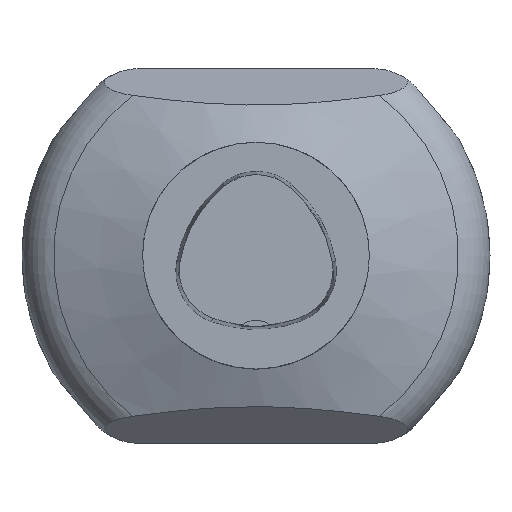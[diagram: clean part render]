
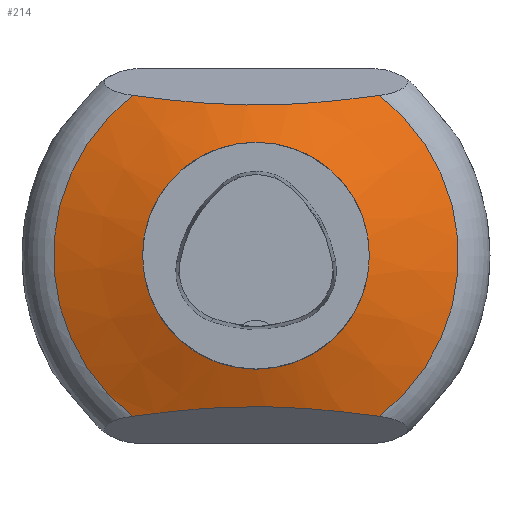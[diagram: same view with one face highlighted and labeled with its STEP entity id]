
A CAD part, top view. The second image highlights one B-rep face of the part: STEP entity #214.
In plain terms, the highlighted conical face has half-angle 68 degrees and reference radius 31.5 mm.
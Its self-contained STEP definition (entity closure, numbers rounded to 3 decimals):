
#195=CONICAL_SURFACE('',#918,31.5,68.);
#202=FACE_BOUND('',#311,.T.);
#203=FACE_BOUND('',#312,.T.);
#214=ADVANCED_FACE('',(#202,#203),#195,.T.);
#311=EDGE_LOOP('',(#405));
#312=EDGE_LOOP('',(#406,#407,#408,#409));
#381=B_SPLINE_CURVE_WITH_KNOTS('',3,(#1403,#1404,#1405,#1406,#1407,#1408,
#1409,#1410),.UNSPECIFIED.,.F.,.F.,(4,2,2,4),(0.,0.5,0.75,1.),
 .UNSPECIFIED.);
#382=B_SPLINE_CURVE_WITH_KNOTS('',3,(#1411,#1412,#1413,#1414,#1415,#1416,
#1417,#1418),.UNSPECIFIED.,.F.,.F.,(4,2,2,4),(0.,0.5,0.75,1.),
 .UNSPECIFIED.);
#405=ORIENTED_EDGE('',*,*,#731,.F.);
#406=ORIENTED_EDGE('',*,*,#732,.F.);
#407=ORIENTED_EDGE('',*,*,#711,.T.);
#408=ORIENTED_EDGE('',*,*,#733,.F.);
#409=ORIENTED_EDGE('',*,*,#723,.T.);
#629=VERTEX_POINT('',#1276);
#630=VERTEX_POINT('',#1277);
#641=VERTEX_POINT('',#1352);
#642=VERTEX_POINT('',#1354);
#649=VERTEX_POINT('',#1402);
#711=EDGE_CURVE('',#629,#630,#833,.T.);
#723=EDGE_CURVE('',#642,#641,#835,.T.);
#731=EDGE_CURVE('',#649,#649,#837,.T.);
#732=EDGE_CURVE('',#629,#641,#381,.T.);
#733=EDGE_CURVE('',#642,#630,#382,.T.);
#833=CIRCLE('',#911,56.244);
#835=CIRCLE('',#914,56.244);
#837=CIRCLE('',#917,31.5);
#911=AXIS2_PLACEMENT_3D('',#1275,#1018,#1019);
#914=AXIS2_PLACEMENT_3D('',#1353,#1024,#1025);
#917=AXIS2_PLACEMENT_3D('',#1401,#1030,#1031);
#918=AXIS2_PLACEMENT_3D('',#1419,#1032,#1033);
#1018=DIRECTION('',(0.,0.,1.));
#1019=DIRECTION('',(-1.,0.,0.));
#1024=DIRECTION('',(0.,0.,1.));
#1025=DIRECTION('',(-1.,0.,0.));
#1030=DIRECTION('',(0.,0.,1.));
#1031=DIRECTION('',(1.,0.,0.));
#1032=DIRECTION('',(0.,0.,-1.));
#1033=DIRECTION('',(-1.,0.,0.));
#1275=CARTESIAN_POINT('',(0.,0.,-32.097));
#1276=CARTESIAN_POINT('',(34.288,-44.585,-32.097));
#1277=CARTESIAN_POINT('',(34.288,44.585,-32.097));
#1352=CARTESIAN_POINT('',(-34.288,-44.585,-32.097));
#1353=CARTESIAN_POINT('',(0.,0.,-32.097));
#1354=CARTESIAN_POINT('',(-34.288,44.585,-32.097));
#1401=CARTESIAN_POINT('',(0.,0.,-22.1));
#1402=CARTESIAN_POINT('',(31.5,0.,-22.1));
#1403=CARTESIAN_POINT('',(34.288,-44.585,-32.097));
#1404=CARTESIAN_POINT('',(23.163,-43.082,-28.876));
#1405=CARTESIAN_POINT('',(11.928,-41.897,-26.333));
#1406=CARTESIAN_POINT('',(-5.534,-41.869,-26.274));
#1407=CARTESIAN_POINT('',(-11.479,-42.163,-26.905));
#1408=CARTESIAN_POINT('',(-23.002,-43.149,-29.019));
#1409=CARTESIAN_POINT('',(-28.667,-43.826,-30.47));
#1410=CARTESIAN_POINT('',(-34.288,-44.585,-32.097));
#1411=CARTESIAN_POINT('',(-34.288,44.585,-32.097));
#1412=CARTESIAN_POINT('',(-23.163,43.082,-28.876));
#1413=CARTESIAN_POINT('',(-11.928,41.897,-26.333));
#1414=CARTESIAN_POINT('',(5.534,41.869,-26.274));
#1415=CARTESIAN_POINT('',(11.479,42.163,-26.905));
#1416=CARTESIAN_POINT('',(23.002,43.149,-29.019));
#1417=CARTESIAN_POINT('',(28.667,43.826,-30.47));
#1418=CARTESIAN_POINT('',(34.288,44.585,-32.097));
#1419=CARTESIAN_POINT('',(0.,0.,-22.1));
